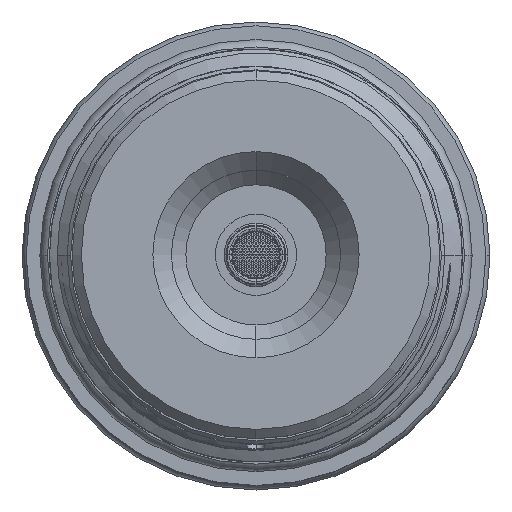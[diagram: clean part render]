
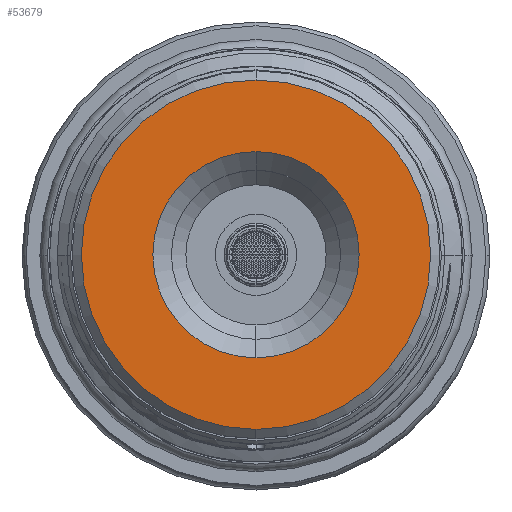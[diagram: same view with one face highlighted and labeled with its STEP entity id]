
A CAD part, top view. The second image highlights one B-rep face of the part: STEP entity #53679.
In plain terms, the highlighted planar face has unit normal (0, 0, 1).
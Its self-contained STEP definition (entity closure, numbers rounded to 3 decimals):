
#2461 = AXIS2_PLACEMENT_3D ( 'NONE', #54723, #40672, #45587 ) ;
#2749 = CARTESIAN_POINT ( 'NONE',  ( 0., 0., 13.677 ) ) ;
#5398 = ORIENTED_EDGE ( 'NONE', *, *, #49840, .F. ) ;
#6220 = AXIS2_PLACEMENT_3D ( 'NONE', #42220, #23222, #51210 ) ;
#6280 = ORIENTED_EDGE ( 'NONE', *, *, #33340, .F. ) ;
#6327 = CARTESIAN_POINT ( 'NONE',  ( 0., 15.075, 13.677 ) ) ;
#6845 = EDGE_CURVE ( 'NONE', #17470, #18022, #9598, .T. ) ;
#6867 = CIRCLE ( 'NONE', #2461, 8.9 ) ;
#6966 = CARTESIAN_POINT ( 'NONE',  ( 0., -15.075, 13.677 ) ) ;
#7467 = AXIS2_PLACEMENT_3D ( 'NONE', #7936, #12618, #44778 ) ;
#7820 = AXIS2_PLACEMENT_3D ( 'NONE', #19251, #47877, #19646 ) ;
#7936 = CARTESIAN_POINT ( 'NONE',  ( 0., -15.075, 13.677 ) ) ;
#9598 = CIRCLE ( 'NONE', #26460, 15.075 ) ;
#12431 = PLANE ( 'NONE',  #7467 ) ;
#12618 = DIRECTION ( 'NONE',  ( 0., 0., 1. ) ) ;
#17470 = VERTEX_POINT ( 'NONE', #6966 ) ;
#18022 = VERTEX_POINT ( 'NONE', #6327 ) ;
#19251 = CARTESIAN_POINT ( 'NONE',  ( 0., 0., 13.677 ) ) ;
#19646 = DIRECTION ( 'NONE',  ( 0., 1., 0. ) ) ;
#20340 = FACE_BOUND ( 'NONE', #27702, .T. ) ;
#22102 = EDGE_CURVE ( 'NONE', #18022, #17470, #52582, .T. ) ;
#22153 = CARTESIAN_POINT ( 'NONE',  ( 0., -8.9, 13.677 ) ) ;
#23222 = DIRECTION ( 'NONE',  ( 0., 0., -1. ) ) ;
#26460 = AXIS2_PLACEMENT_3D ( 'NONE', #2749, #59747, #31385 ) ;
#27684 = CARTESIAN_POINT ( 'NONE',  ( 0., 8.9, 13.677 ) ) ;
#27702 = EDGE_LOOP ( 'NONE', ( #5398, #6280 ) ) ;
#27917 = VERTEX_POINT ( 'NONE', #27684 ) ;
#31385 = DIRECTION ( 'NONE',  ( 0., -1., 0. ) ) ;
#33238 = CIRCLE ( 'NONE', #7820, 8.9 ) ;
#33340 = EDGE_CURVE ( 'NONE', #49633, #27917, #6867, .T. ) ;
#34215 = EDGE_LOOP ( 'NONE', ( #59027, #57726 ) ) ;
#40672 = DIRECTION ( 'NONE',  ( 0., 0., 1. ) ) ;
#42220 = CARTESIAN_POINT ( 'NONE',  ( 0., 0., 13.677 ) ) ;
#44778 = DIRECTION ( 'NONE',  ( 0., 1., 0. ) ) ;
#45587 = DIRECTION ( 'NONE',  ( 0., 1., 0. ) ) ;
#47877 = DIRECTION ( 'NONE',  ( 0., 0., 1. ) ) ;
#49633 = VERTEX_POINT ( 'NONE', #22153 ) ;
#49840 = EDGE_CURVE ( 'NONE', #27917, #49633, #33238, .T. ) ;
#51210 = DIRECTION ( 'NONE',  ( 0., -1., 0. ) ) ;
#52582 = CIRCLE ( 'NONE', #6220, 15.075 ) ;
#53679 = ADVANCED_FACE ( 'NONE', ( #54683, #20340 ), #12431, .T. ) ;
#54683 = FACE_OUTER_BOUND ( 'NONE', #34215, .T. ) ;
#54723 = CARTESIAN_POINT ( 'NONE',  ( 0., 0., 13.677 ) ) ;
#57726 = ORIENTED_EDGE ( 'NONE', *, *, #22102, .F. ) ;
#59027 = ORIENTED_EDGE ( 'NONE', *, *, #6845, .F. ) ;
#59747 = DIRECTION ( 'NONE',  ( 0., 0., -1. ) ) ;
